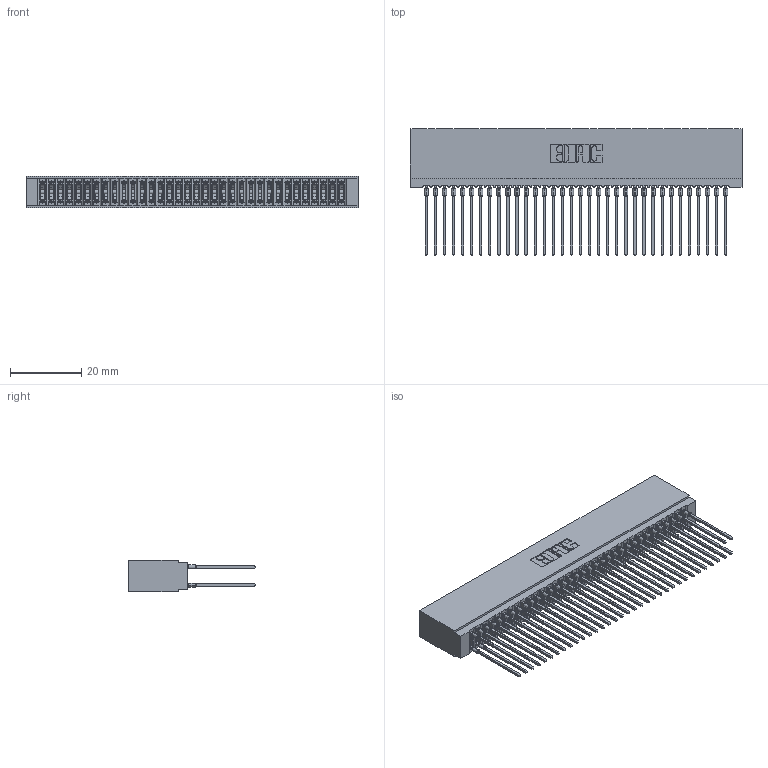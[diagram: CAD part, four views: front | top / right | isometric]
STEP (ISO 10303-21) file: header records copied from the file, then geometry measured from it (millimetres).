
FILE_DESCRIPTION (( 'STEP AP203' ), '1' );
FILE_NAME ('745-068-541-201.STEP', '2026-02-26T19:36:47', ( '' ), ( '' ), 'SwSTEP 2.0', 'SolidWorks 2023', '' );
FILE_SCHEMA (( 'CONFIG_CONTROL_DESIGN' ));
Length unit declared in the file: millimetre
Products named in the file (3): 745 Part_Insulator Option - 01; 745-292-001_541; 745-068-541-201
Assembly tree (69 placements, depth 2):
  745-068-541-201
    745 Part_Insulator Option - 01
    745-292-001_541  x68
Bounding box: 92.96 x 35.45 x 8.89 mm (x, y, z)
Volume: 8754.1 mm3; surface area: 18960.2 mm2
Topology: 69 solids, 69 shells, 6181 faces, 16612 edges, 10440 vertices
Faces by surface type: plane 3183, bspline 1360, cylinder 1230, torus 408
Entity records: 58332 total; most frequent: CARTESIAN_POINT 10623, ORIENTED_EDGE 10042, DIRECTION 8779, EDGE_CURVE 5021, LINE 4635, VECTOR 4635, VERTEX_POINT 3204, AXIS2_PLACEMENT_3D 2072
